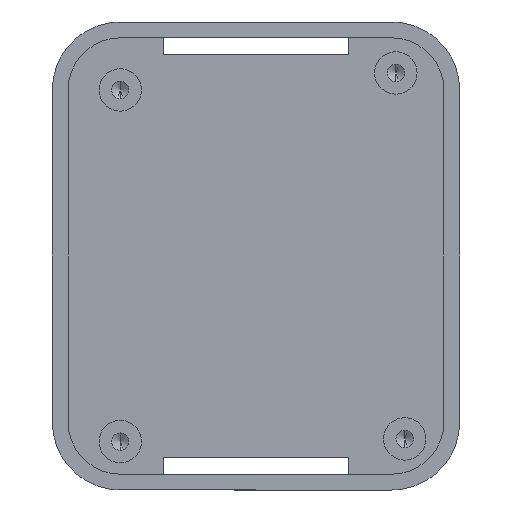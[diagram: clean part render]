
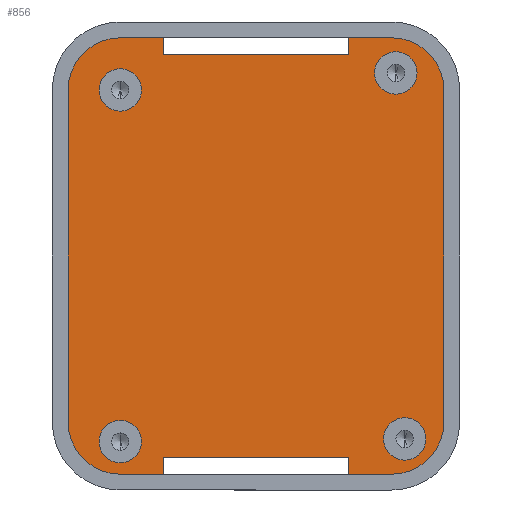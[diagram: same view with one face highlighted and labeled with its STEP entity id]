
A CAD part, front view. The second image highlights one B-rep face of the part: STEP entity #856.
In plain terms, the highlighted face is planar.
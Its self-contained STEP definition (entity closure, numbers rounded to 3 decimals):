
#6 = VERTEX_POINT ( 'NONE', #916 ) ;
#18 = ORIENTED_EDGE ( 'NONE', *, *, #1837, .T. ) ;
#28 = ORIENTED_EDGE ( 'NONE', *, *, #1591, .T. ) ;
#88 = ORIENTED_EDGE ( 'NONE', *, *, #2184, .T. ) ;
#98 = VECTOR ( 'NONE', #116, 1000. ) ;
#103 = VECTOR ( 'NONE', #991, 1000. ) ;
#111 = DIRECTION ( 'NONE',  ( -1., 0., 0. ) ) ;
#114 = EDGE_CURVE ( 'NONE', #1866, #1019, #2418, .T. ) ;
#115 = EDGE_CURVE ( 'NONE', #1000, #1460, #610, .T. ) ;
#116 = DIRECTION ( 'NONE',  ( 0., 1., 0. ) ) ;
#150 = EDGE_CURVE ( 'NONE', #1475, #6, #1774, .T. ) ;
#186 = CARTESIAN_POINT ( 'NONE',  ( 61.562, 69.113, 1. ) ) ;
#189 = CARTESIAN_POINT ( 'NONE',  ( 61.562, 77.113, 1. ) ) ;
#193 = VERTEX_POINT ( 'NONE', #262 ) ;
#205 = EDGE_CURVE ( 'NONE', #1460, #1277, #1490, .T. ) ;
#209 = CARTESIAN_POINT ( 'NONE',  ( 34.672, 25.883, 1. ) ) ;
#215 = CARTESIAN_POINT ( 'NONE',  ( 29.612, 22.023, 1. ) ) ;
#262 = CARTESIAN_POINT ( 'NONE',  ( 34.672, 73.253, 1. ) ) ;
#275 = AXIS2_PLACEMENT_3D ( 'NONE', #186, #1847, #1270 ) ;
#311 = VECTOR ( 'NONE', #2597, 1000. ) ;
#319 = EDGE_LOOP ( 'NONE', ( #28, #1851, #2414, #1553, #337, #2076, #571, #500, #923, #452, #1898, #88, #18, #1974, #1797, #2567 ) ) ;
#337 = ORIENTED_EDGE ( 'NONE', *, *, #1454, .T. ) ;
#388 = AXIS2_PLACEMENT_3D ( 'NONE', #2034, #977, #826 ) ;
#390 = CARTESIAN_POINT ( 'NONE',  ( 56.502, 73.253, 1. ) ) ;
#394 = CIRCLE ( 'NONE', #275, 8. ) ;
#413 = CARTESIAN_POINT ( 'NONE',  ( 69.562, 30.023, 1. ) ) ;
#417 = CARTESIAN_POINT ( 'NONE',  ( 69.562, 69.113, 1. ) ) ;
#427 = CARTESIAN_POINT ( 'NONE',  ( 29.612, 69.113, 1. ) ) ;
#436 = EDGE_CURVE ( 'NONE', #193, #632, #2124, .T. ) ;
#452 = ORIENTED_EDGE ( 'NONE', *, *, #2073, .F. ) ;
#486 = VECTOR ( 'NONE', #961, 1000. ) ;
#500 = ORIENTED_EDGE ( 'NONE', *, *, #2524, .T. ) ;
#502 = DIRECTION ( 'NONE',  ( 0., 0., -1. ) ) ;
#504 = DIRECTION ( 'NONE',  ( 0., 0., 1. ) ) ;
#520 = LINE ( 'NONE', #1336, #2009 ) ;
#543 = CARTESIAN_POINT ( 'NONE',  ( 29.612, 77.113, 1. ) ) ;
#549 = CARTESIAN_POINT ( 'NONE',  ( 21.612, 30.023, 1. ) ) ;
#567 = DIRECTION ( 'NONE',  ( 1., 0., 0. ) ) ;
#571 = ORIENTED_EDGE ( 'NONE', *, *, #1746, .T. ) ;
#602 = EDGE_CURVE ( 'NONE', #632, #1361, #998, .T. ) ;
#610 = LINE ( 'NONE', #189, #311 ) ;
#615 = VERTEX_POINT ( 'NONE', #1417 ) ;
#620 = EDGE_CURVE ( 'NONE', #1361, #615, #1951, .T. ) ;
#632 = VERTEX_POINT ( 'NONE', #2450 ) ;
#746 = DIRECTION ( 'NONE',  ( 1., 0., 0. ) ) ;
#800 = DIRECTION ( 'NONE',  ( -1., 0., 0. ) ) ;
#806 = AXIS2_PLACEMENT_3D ( 'NONE', #2508, #502, #1315 ) ;
#810 = CARTESIAN_POINT ( 'NONE',  ( 69.562, 69.113, 1. ) ) ;
#814 = EDGE_CURVE ( 'NONE', #1861, #2472, #1913, .T. ) ;
#826 = DIRECTION ( 'NONE',  ( -1., 0., 0. ) ) ;
#856 = ADVANCED_FACE ( 'NONE', ( #900 ), #1702, .F. ) ;
#900 = FACE_OUTER_BOUND ( 'NONE', #319, .T. ) ;
#916 = CARTESIAN_POINT ( 'NONE',  ( 29.612, 22.023, 1. ) ) ;
#923 = ORIENTED_EDGE ( 'NONE', *, *, #814, .F. ) ;
#924 = CARTESIAN_POINT ( 'NONE',  ( 56.502, 25.883, 1. ) ) ;
#961 = DIRECTION ( 'NONE',  ( 0., 1., 0. ) ) ;
#977 = DIRECTION ( 'NONE',  ( 0., 0., 1. ) ) ;
#983 = AXIS2_PLACEMENT_3D ( 'NONE', #1317, #504, #746 ) ;
#990 = LINE ( 'NONE', #417, #486 ) ;
#991 = DIRECTION ( 'NONE',  ( 1., 0., 0. ) ) ;
#998 = LINE ( 'NONE', #2177, #1772 ) ;
#1000 = VERTEX_POINT ( 'NONE', #1225 ) ;
#1010 = LINE ( 'NONE', #1605, #2126 ) ;
#1019 = VERTEX_POINT ( 'NONE', #1636 ) ;
#1051 = LINE ( 'NONE', #2067, #1889 ) ;
#1118 = VECTOR ( 'NONE', #1567, 1000. ) ;
#1166 = CARTESIAN_POINT ( 'NONE',  ( 56.502, 77.113, 1. ) ) ;
#1173 = DIRECTION ( 'NONE',  ( -1., 0., 0. ) ) ;
#1225 = CARTESIAN_POINT ( 'NONE',  ( 61.562, 77.113, 1. ) ) ;
#1227 = CARTESIAN_POINT ( 'NONE',  ( 56.502, 22.023, 1. ) ) ;
#1257 = CARTESIAN_POINT ( 'NONE',  ( 56.502, 77.113, 1. ) ) ;
#1259 = VERTEX_POINT ( 'NONE', #810 ) ;
#1270 = DIRECTION ( 'NONE',  ( -1., 0., 0. ) ) ;
#1277 = VERTEX_POINT ( 'NONE', #2315 ) ;
#1315 = DIRECTION ( 'NONE',  ( -1., 0., 0. ) ) ;
#1317 = CARTESIAN_POINT ( 'NONE',  ( 61.562, 30.023, 1. ) ) ;
#1336 = CARTESIAN_POINT ( 'NONE',  ( 29.612, 22.023, 1. ) ) ;
#1361 = VERTEX_POINT ( 'NONE', #543 ) ;
#1376 = DIRECTION ( 'NONE',  ( -1., 0., 0. ) ) ;
#1417 = CARTESIAN_POINT ( 'NONE',  ( 21.612, 69.113, 1. ) ) ;
#1454 = EDGE_CURVE ( 'NONE', #615, #1475, #2552, .T. ) ;
#1460 = VERTEX_POINT ( 'NONE', #1166 ) ;
#1475 = VERTEX_POINT ( 'NONE', #549 ) ;
#1490 = LINE ( 'NONE', #1257, #1530 ) ;
#1491 = AXIS2_PLACEMENT_3D ( 'NONE', #427, #2045, #1376 ) ;
#1530 = VECTOR ( 'NONE', #2456, 1000. ) ;
#1553 = ORIENTED_EDGE ( 'NONE', *, *, #620, .T. ) ;
#1567 = DIRECTION ( 'NONE',  ( 0., -1., 0. ) ) ;
#1591 = EDGE_CURVE ( 'NONE', #1277, #193, #2197, .T. ) ;
#1605 = CARTESIAN_POINT ( 'NONE',  ( 34.672, 22.023, 1. ) ) ;
#1636 = CARTESIAN_POINT ( 'NONE',  ( 61.562, 22.023, 1. ) ) ;
#1702 = PLANE ( 'NONE',  #806 ) ;
#1746 = EDGE_CURVE ( 'NONE', #6, #2445, #520, .T. ) ;
#1772 = VECTOR ( 'NONE', #800, 1000. ) ;
#1774 = CIRCLE ( 'NONE', #388, 8. ) ;
#1797 = ORIENTED_EDGE ( 'NONE', *, *, #115, .T. ) ;
#1837 = EDGE_CURVE ( 'NONE', #2351, #1259, #990, .T. ) ;
#1847 = DIRECTION ( 'NONE',  ( 0., 0., 1. ) ) ;
#1851 = ORIENTED_EDGE ( 'NONE', *, *, #436, .T. ) ;
#1861 = VERTEX_POINT ( 'NONE', #2374 ) ;
#1866 = VERTEX_POINT ( 'NONE', #1227 ) ;
#1889 = VECTOR ( 'NONE', #2093, 1000. ) ;
#1898 = ORIENTED_EDGE ( 'NONE', *, *, #114, .T. ) ;
#1913 = LINE ( 'NONE', #924, #2042 ) ;
#1929 = CARTESIAN_POINT ( 'NONE',  ( 34.672, 73.253, 1. ) ) ;
#1951 = CIRCLE ( 'NONE', #1491, 8. ) ;
#1974 = ORIENTED_EDGE ( 'NONE', *, *, #1985, .T. ) ;
#1985 = EDGE_CURVE ( 'NONE', #1259, #1000, #394, .T. ) ;
#1998 = CARTESIAN_POINT ( 'NONE',  ( 34.672, 22.023, 1. ) ) ;
#2009 = VECTOR ( 'NONE', #567, 1000. ) ;
#2034 = CARTESIAN_POINT ( 'NONE',  ( 29.612, 30.023, 1. ) ) ;
#2042 = VECTOR ( 'NONE', #111, 1000. ) ;
#2045 = DIRECTION ( 'NONE',  ( 0., 0., 1. ) ) ;
#2067 = CARTESIAN_POINT ( 'NONE',  ( 56.502, 22.023, 1. ) ) ;
#2073 = EDGE_CURVE ( 'NONE', #1866, #1861, #1051, .T. ) ;
#2076 = ORIENTED_EDGE ( 'NONE', *, *, #150, .T. ) ;
#2093 = DIRECTION ( 'NONE',  ( 0., 1., 0. ) ) ;
#2124 = LINE ( 'NONE', #1929, #98 ) ;
#2126 = VECTOR ( 'NONE', #2576, 1000. ) ;
#2132 = CIRCLE ( 'NONE', #983, 8. ) ;
#2177 = CARTESIAN_POINT ( 'NONE',  ( 61.562, 77.113, 1. ) ) ;
#2184 = EDGE_CURVE ( 'NONE', #1019, #2351, #2132, .T. ) ;
#2197 = LINE ( 'NONE', #390, #2212 ) ;
#2212 = VECTOR ( 'NONE', #1173, 1000. ) ;
#2315 = CARTESIAN_POINT ( 'NONE',  ( 56.502, 73.253, 1. ) ) ;
#2351 = VERTEX_POINT ( 'NONE', #413 ) ;
#2374 = CARTESIAN_POINT ( 'NONE',  ( 56.502, 25.883, 1. ) ) ;
#2384 = CARTESIAN_POINT ( 'NONE',  ( 21.612, 69.113, 1. ) ) ;
#2414 = ORIENTED_EDGE ( 'NONE', *, *, #602, .T. ) ;
#2418 = LINE ( 'NONE', #215, #103 ) ;
#2445 = VERTEX_POINT ( 'NONE', #1998 ) ;
#2450 = CARTESIAN_POINT ( 'NONE',  ( 34.672, 77.113, 1. ) ) ;
#2456 = DIRECTION ( 'NONE',  ( 0., -1., 0. ) ) ;
#2472 = VERTEX_POINT ( 'NONE', #209 ) ;
#2508 = CARTESIAN_POINT ( 'NONE',  ( 61.562, 69.113, 1. ) ) ;
#2524 = EDGE_CURVE ( 'NONE', #2445, #2472, #1010, .T. ) ;
#2552 = LINE ( 'NONE', #2384, #1118 ) ;
#2567 = ORIENTED_EDGE ( 'NONE', *, *, #205, .T. ) ;
#2576 = DIRECTION ( 'NONE',  ( 0., 1., 0. ) ) ;
#2597 = DIRECTION ( 'NONE',  ( -1., 0., 0. ) ) ;
